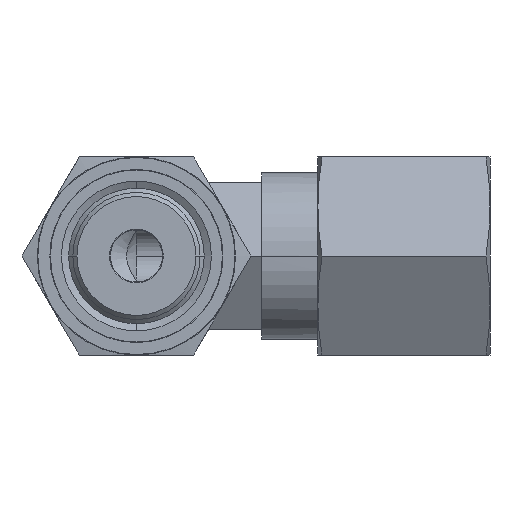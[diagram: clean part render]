
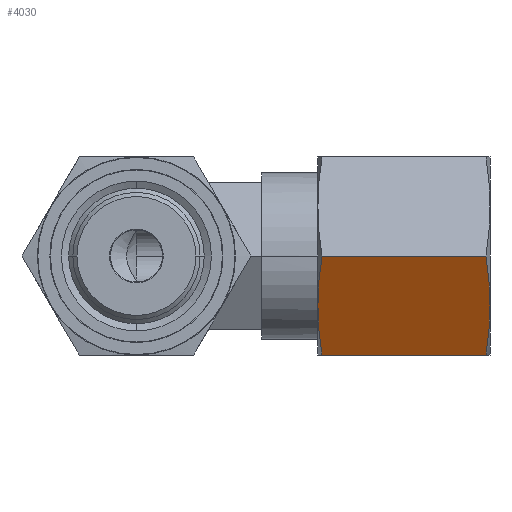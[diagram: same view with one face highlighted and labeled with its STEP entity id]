
A CAD part, front view. The second image highlights one B-rep face of the part: STEP entity #4030.
In plain terms, the highlighted planar face has unit normal (0, -0.866, -0.5).
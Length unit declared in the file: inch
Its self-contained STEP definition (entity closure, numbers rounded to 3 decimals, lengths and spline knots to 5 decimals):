
#1117=DIRECTION('',(-1.,0.,0.));
#1118=VECTOR('',#1117,0.6186);
#1119=CARTESIAN_POINT('',(1.31914,-0.21594,
-0.37402));
#1120=LINE('',#1119,#1118);
#1121=CARTESIAN_POINT('',(0.70054,-0.21594,
-0.37402));
#1122=CARTESIAN_POINT('',(0.69913,-0.22121,
-0.36488));
#1123=CARTESIAN_POINT('',(0.69648,-0.23169,
-0.34674));
#1124=CARTESIAN_POINT('',(0.69307,-0.24711,
-0.32002));
#1125=CARTESIAN_POINT('',(0.69022,-0.26241,
-0.29352));
#1126=CARTESIAN_POINT('',(0.68795,-0.2777,
-0.26704));
#1127=CARTESIAN_POINT('',(0.68629,-0.29305,
-0.24046));
#1128=CARTESIAN_POINT('',(0.68527,-0.30844,
-0.21379));
#1129=CARTESIAN_POINT('',(0.68504,-0.31875,
-0.19595));
#1130=CARTESIAN_POINT('',(0.68504,-0.32391,
-0.18701));
#1143=DIRECTION('',(-1.,0.,0.));
#1144=VECTOR('',#1143,0.6186);
#1145=CARTESIAN_POINT('',(1.31914,-0.43188,0.));
#1146=LINE('',#1145,#1144);
#1147=CARTESIAN_POINT('',(0.68504,-0.32391,
-0.18701));
#1148=CARTESIAN_POINT('',(0.68504,-0.32908,
-0.17805));
#1149=CARTESIAN_POINT('',(0.68527,-0.33941,
-0.16016));
#1150=CARTESIAN_POINT('',(0.68629,-0.35485,
-0.13342));
#1151=CARTESIAN_POINT('',(0.68796,-0.37022,
-0.1068));
#1152=CARTESIAN_POINT('',(0.69024,-0.38551,
-0.0803));
#1153=CARTESIAN_POINT('',(0.69309,-0.4008,
-0.05382));
#1154=CARTESIAN_POINT('',(0.69649,-0.41618,
-0.02718));
#1155=CARTESIAN_POINT('',(0.69913,-0.42662,
-0.0091));
#1156=CARTESIAN_POINT('',(0.70054,-0.43188,0.));
#1325=CARTESIAN_POINT('',(1.33465,-0.32391,
-0.18701));
#1326=CARTESIAN_POINT('',(1.33465,-0.31873,
-0.19597));
#1327=CARTESIAN_POINT('',(1.33442,-0.30841,
-0.21385));
#1328=CARTESIAN_POINT('',(1.33339,-0.29297,
-0.2406));
#1329=CARTESIAN_POINT('',(1.33172,-0.2776,
-0.26722));
#1330=CARTESIAN_POINT('',(1.32944,-0.2623,
-0.29371));
#1331=CARTESIAN_POINT('',(1.32659,-0.24701,
-0.32019));
#1332=CARTESIAN_POINT('',(1.32319,-0.23163,
-0.34683));
#1333=CARTESIAN_POINT('',(1.32055,-0.22119,
-0.36491));
#1334=CARTESIAN_POINT('',(1.31914,-0.21594,
-0.37402));
#1336=CARTESIAN_POINT('',(1.31914,-0.43188,0.));
#1337=CARTESIAN_POINT('',(1.32056,-0.4266,
-0.00914));
#1338=CARTESIAN_POINT('',(1.32321,-0.41613,
-0.02728));
#1339=CARTESIAN_POINT('',(1.32661,-0.4007,
-0.05399));
#1340=CARTESIAN_POINT('',(1.32946,-0.3854,
-0.08049));
#1341=CARTESIAN_POINT('',(1.33173,-0.37011,
-0.10697));
#1342=CARTESIAN_POINT('',(1.3334,-0.35477,
-0.13356));
#1343=CARTESIAN_POINT('',(1.33442,-0.33937,
-0.16022));
#1344=CARTESIAN_POINT('',(1.33465,-0.32907,
-0.17807));
#1345=CARTESIAN_POINT('',(1.33465,-0.32391,
-0.18701));
#2349=VERTEX_POINT('',#1121);
#2350=VERTEX_POINT('',#1130);
#2351=CARTESIAN_POINT('',(1.31914,-0.21594,
-0.37402));
#2352=VERTEX_POINT('',#2351);
#2353=VERTEX_POINT('',#1325);
#2354=VERTEX_POINT('',#1336);
#2355=CARTESIAN_POINT('',(0.70054,-0.43188,0.));
#2356=VERTEX_POINT('',#2355);
#4013=CARTESIAN_POINT('',(0.68504,-0.21594,
-0.37402));
#4014=DIRECTION('',(0.,-0.866,-0.5));
#4015=DIRECTION('',(0.,0.5,-0.866));
#4016=AXIS2_PLACEMENT_3D('',#4013,#4014,#4015);
#4017=PLANE('',#4016);
#4018=ORIENTED_EDGE('',*,*,#3999,.T.);
#4020=ORIENTED_EDGE('',*,*,#4019,.T.);
#4022=ORIENTED_EDGE('',*,*,#4021,.F.);
#4024=ORIENTED_EDGE('',*,*,#4023,.T.);
#4026=ORIENTED_EDGE('',*,*,#4025,.T.);
#4027=ORIENTED_EDGE('',*,*,#3976,.T.);
#4028=EDGE_LOOP('',(#4018,#4020,#4022,#4024,#4026,#4027));
#4029=FACE_OUTER_BOUND('',#4028,.F.);
#4030=ADVANCED_FACE('',(#4029),#4017,.T.);
#1131=B_SPLINE_CURVE_WITH_KNOTS('',3,(#1121,#1122,#1123,#1124,#1125,#1126,#1127,
#1128,#1129,#1130),.UNSPECIFIED.,.F.,.F.,(4,1,1,1,1,1,1,4),(0.,
0.14286,0.28571,0.42857,0.57143,
0.71429,0.85714,1.),.UNSPECIFIED.);
#1157=B_SPLINE_CURVE_WITH_KNOTS('',3,(#1147,#1148,#1149,#1150,#1151,#1152,#1153,
#1154,#1155,#1156),.UNSPECIFIED.,.F.,.F.,(4,1,1,1,1,1,1,4),(0.,
0.14286,0.28571,0.42857,0.57143,
0.71429,0.85714,1.),.UNSPECIFIED.);
#1335=B_SPLINE_CURVE_WITH_KNOTS('',3,(#1325,#1326,#1327,#1328,#1329,#1330,#1331,
#1332,#1333,#1334),.UNSPECIFIED.,.F.,.F.,(4,1,1,1,1,1,1,4),(0.,
0.14286,0.28571,0.42857,0.57143,
0.71429,0.85714,1.),.UNSPECIFIED.);
#1346=B_SPLINE_CURVE_WITH_KNOTS('',3,(#1336,#1337,#1338,#1339,#1340,#1341,#1342,
#1343,#1344,#1345),.UNSPECIFIED.,.F.,.F.,(4,1,1,1,1,1,1,4),(0.,
0.14286,0.28571,0.42857,0.57143,
0.71429,0.85714,1.),.UNSPECIFIED.);
#3976=EDGE_CURVE('',#2352,#2349,#1120,.T.);
#3999=EDGE_CURVE('',#2349,#2350,#1131,.T.);
#4019=EDGE_CURVE('',#2350,#2356,#1157,.T.);
#4021=EDGE_CURVE('',#2354,#2356,#1146,.T.);
#4023=EDGE_CURVE('',#2354,#2353,#1346,.T.);
#4025=EDGE_CURVE('',#2353,#2352,#1335,.T.);
